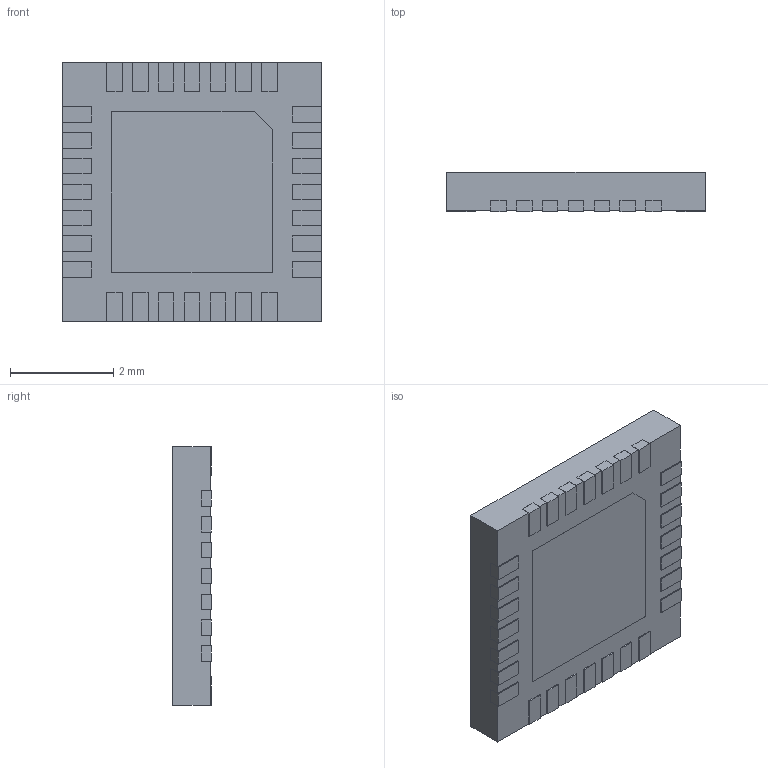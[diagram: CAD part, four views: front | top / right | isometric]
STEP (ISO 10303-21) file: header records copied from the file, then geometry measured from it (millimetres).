
FILE_DESCRIPTION (( 'STEP AP214' ), '1' );
FILE_NAME ('User Library-QFN 5x5.STEP', '2019-07-05T14:28:13', ( '' ), ( '' ), 'SwSTEP 2.0', 'SolidWorks 2019', '' );
FILE_SCHEMA (( 'AUTOMOTIVE_DESIGN' ));
Length unit declared in the file: millimetre
Products named in the file (1): User Library-QFN 5x5
Bounding box: 5 x 0.75 x 5 mm (x, y, z)
Volume: 18.3 mm3; surface area: 65.7 mm2
Topology: 1 solids, 1 shells, 183 faces, 537 edges, 358 vertices
Faces by surface type: plane 181, cylinder 2
Entity records: 6088 total; most frequent: CARTESIAN_POINT 1079, ORIENTED_EDGE 1074, DIRECTION 909, EDGE_CURVE 537, VECTOR 533, LINE 533, VERTEX_POINT 358, AXIS2_PLACEMENT_3D 188
